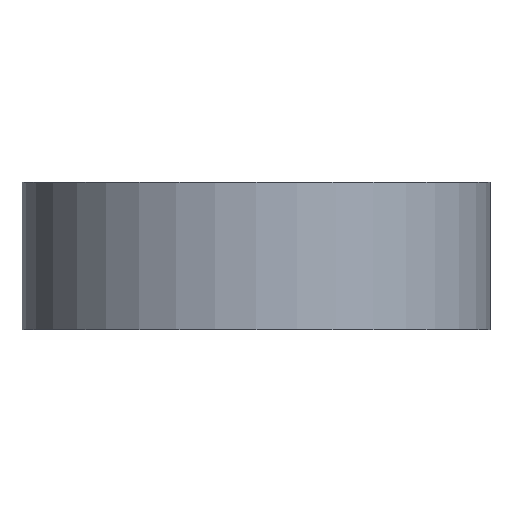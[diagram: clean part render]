
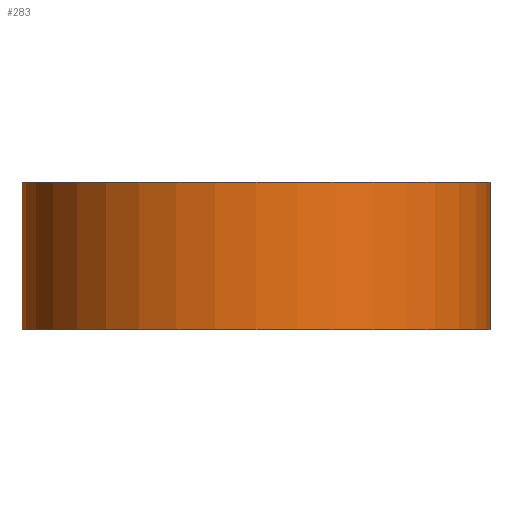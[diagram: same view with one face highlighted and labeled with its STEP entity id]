
A CAD part, front view. The second image highlights one B-rep face of the part: STEP entity #283.
In plain terms, the highlighted cylindrical face has radius 31.831 mm (diameter 63.662 mm), a full revolution.
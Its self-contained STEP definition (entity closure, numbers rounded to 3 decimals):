
#29=CIRCLE('',#325,31.831);
#30=CIRCLE('',#326,31.831);
#37=CYLINDRICAL_SURFACE('',#324,31.831);
#50=FACE_OUTER_BOUND('',#65,.T.);
#65=EDGE_LOOP('',(#233,#234,#235,#236));
#94=LINE('',#491,#119);
#119=VECTOR('',#407,31.831);
#144=VERTEX_POINT('',#488);
#145=VERTEX_POINT('',#490);
#182=EDGE_CURVE('',#144,#144,#29,.T.);
#183=EDGE_CURVE('',#144,#145,#94,.T.);
#184=EDGE_CURVE('',#145,#145,#30,.T.);
#233=ORIENTED_EDGE('',*,*,#182,.F.);
#234=ORIENTED_EDGE('',*,*,#183,.T.);
#235=ORIENTED_EDGE('',*,*,#184,.T.);
#236=ORIENTED_EDGE('',*,*,#183,.F.);
#283=ADVANCED_FACE('',(#50),#37,.T.);
#324=AXIS2_PLACEMENT_3D('',#487,#403,#404);
#325=AXIS2_PLACEMENT_3D('',#489,#405,#406);
#326=AXIS2_PLACEMENT_3D('',#492,#408,#409);
#403=DIRECTION('center_axis',(0.,0.,1.));
#404=DIRECTION('ref_axis',(1.,0.,0.));
#405=DIRECTION('center_axis',(0.,0.,1.));
#406=DIRECTION('ref_axis',(1.,0.,0.));
#407=DIRECTION('',(0.,0.,-1.));
#408=DIRECTION('center_axis',(0.,0.,1.));
#409=DIRECTION('ref_axis',(1.,0.,0.));
#487=CARTESIAN_POINT('Origin',(0.,0.,0.));
#488=CARTESIAN_POINT('',(-31.831,0.,20.));
#489=CARTESIAN_POINT('Origin',(0.,0.,20.));
#490=CARTESIAN_POINT('',(-31.831,0.,0.));
#491=CARTESIAN_POINT('',(-31.831,0.,0.));
#492=CARTESIAN_POINT('Origin',(0.,0.,0.));
